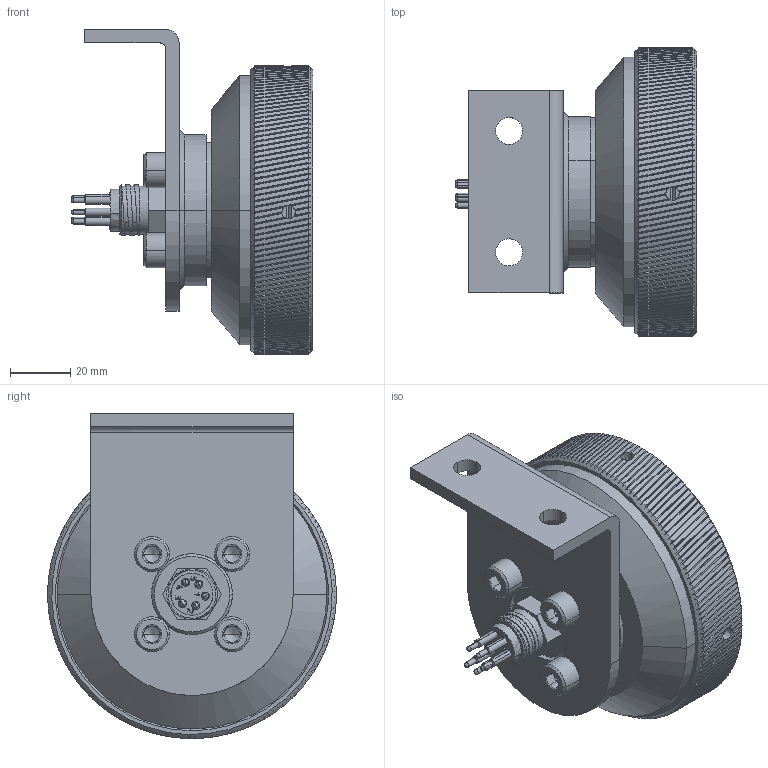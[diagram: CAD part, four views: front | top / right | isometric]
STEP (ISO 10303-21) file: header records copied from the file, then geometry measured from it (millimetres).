
FILE_DESCRIPTION(('FreeCAD Model'),'2;1');
FILE_NAME('Open CASCADE Shape Model','2025-05-05T07:55:41',('FreeCAD'),( 'FreeCAD'),'Open CASCADE STEP processor 7.6','FreeCAD','Unknown');
FILE_SCHEMA(('AUTOMOTIVE_DESIGN { 1 0 10303 214 1 1 1 1 }'));
Products named in the file (1): Open CASCADE STEP translator 7.6 1
Bounding box: 80.43 x 96.05 x 108.17 mm (x, y, z)
Volume: 246310.9 mm3; surface area: 132631.3 mm2
Topology: 60 solids, 60 shells, 2987 faces, 7997 edges, 5201 vertices
Faces by surface type: bspline 2987
Entity records: 113294 total; most frequent: CARTESIAN_POINT 66658, ORIENTED_EDGE 15882, EDGE_CURVE 7941, B_SPLINE_CURVE_WITH_KNOTS 6112, VERTEX_POINT 5201, FACE_BOUND 3221, EDGE_LOOP 3221, ADVANCED_FACE 2987
